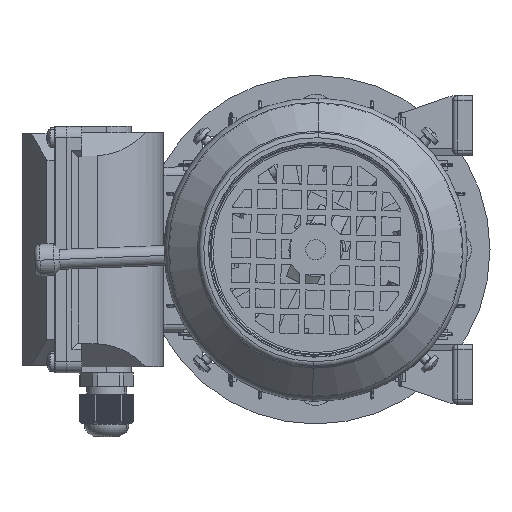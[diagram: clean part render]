
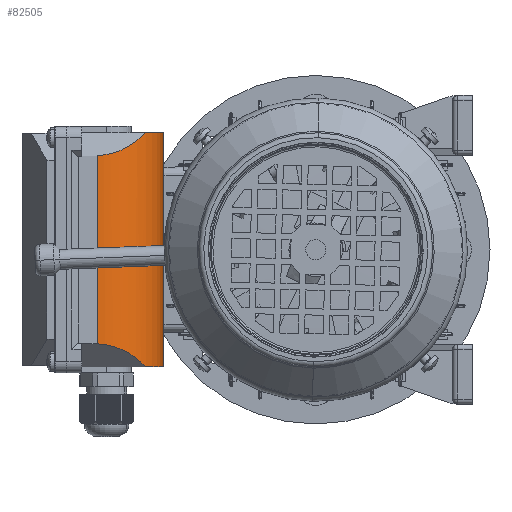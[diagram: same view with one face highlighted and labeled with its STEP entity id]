
A CAD part, left-side view. The second image highlights one B-rep face of the part: STEP entity #82505.
In plain terms, the highlighted cylindrical face has radius 27.7 mm (diameter 55.4 mm), a partial arc.
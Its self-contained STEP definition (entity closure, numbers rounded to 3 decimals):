
#2041 = VERTEX_POINT ( 'NONE', #94246 ) ;
#2375 = CARTESIAN_POINT ( 'NONE',  ( -28.5, 47., -6. ) ) ;
#5581 = CARTESIAN_POINT ( 'NONE',  ( -47., 47., 14.616 ) ) ;
#9761 = DIRECTION ( 'NONE',  ( 0., 1., 0. ) ) ;
#18795 = AXIS2_PLACEMENT_3D ( 'NONE', #2375, #117042, #103983 ) ;
#22846 = CARTESIAN_POINT ( 'NONE',  ( -28.5, -49.5, 21.7 ) ) ;
#27635 = EDGE_LOOP ( 'NONE', ( #74811, #117240, #90284, #91987, #97278, #104909 ) ) ;
#31780 = VECTOR ( 'NONE', #68054, 1000. ) ;
#35194 = VERTEX_POINT ( 'NONE', #51410 ) ;
#36002 = LINE ( 'NONE', #22846, #38361 ) ;
#38361 = VECTOR ( 'NONE', #9761, 1000. ) ;
#38758 = EDGE_CURVE ( 'NONE', #111230, #104382, #107151, .T. ) ;
#50570 = DIRECTION ( 'NONE',  ( 0., 0., 1. ) ) ;
#51410 = CARTESIAN_POINT ( 'NONE',  ( -56.175, 37.825, -4.828 ) ) ;
#60168 = EDGE_CURVE ( 'NONE', #2041, #35194, #94112, .T. ) ;
#62852 = EDGE_CURVE ( 'NONE', #2041, #108914, #75995, .T. ) ;
#63662 = DIRECTION ( 'NONE',  ( 0., 1., 0. ) ) ;
#65676 = AXIS2_PLACEMENT_3D ( 'NONE', #93966, #80944, #67917 ) ;
#65968 = VERTEX_POINT ( 'NONE', #105469 ) ;
#67917 = DIRECTION ( 'NONE',  ( 0., 0., -1. ) ) ;
#68054 = DIRECTION ( 'NONE',  ( 0., 1., 0. ) ) ;
#70088 = CARTESIAN_POINT ( 'NONE',  ( -47., -47., 14.616 ) ) ;
#74811 = ORIENTED_EDGE ( 'NONE', *, *, #94766, .T. ) ;
#75995 =( BOUNDED_CURVE ( )  B_SPLINE_CURVE ( 3, ( #109184, #96127, #83091, #70088 ),
 .UNSPECIFIED., .F., .F. ) 
 B_SPLINE_CURVE_WITH_KNOTS ( ( 4, 4 ),
 ( 0.042, 0.839 ),
 .UNSPECIFIED. ) 
 CURVE ( )  GEOMETRIC_REPRESENTATION_ITEM ( )  RATIONAL_B_SPLINE_CURVE ( ( 1., 0.948, 0.948, 1. ) ) 
 REPRESENTATION_ITEM ( '' )  );
#76723 = CARTESIAN_POINT ( 'NONE',  ( -28.5, -49.5, -6. ) ) ;
#80944 = DIRECTION ( 'NONE',  ( 0., 1., 0. ) ) ;
#81078 = CARTESIAN_POINT ( 'NONE',  ( -56.175, -49.5, -4.828 ) ) ;
#82505 = ADVANCED_FACE ( 'NONE', ( #120213 ), #123504, .T. ) ;
#83091 = CARTESIAN_POINT ( 'NONE',  ( -52.628, -41.372, 9.566 ) ) ;
#90284 = ORIENTED_EDGE ( 'NONE', *, *, #38758, .T. ) ;
#90630 = CARTESIAN_POINT ( 'NONE',  ( -47., 47., 14.616 ) ) ;
#91987 = ORIENTED_EDGE ( 'NONE', *, *, #123655, .T. ) ;
#93966 = CARTESIAN_POINT ( 'NONE',  ( -28.5, -47., -6. ) ) ;
#94104 = CARTESIAN_POINT ( 'NONE',  ( -56.175, 37.825, -4.828 ) ) ;
#94112 = LINE ( 'NONE', #81078, #31780 ) ;
#94246 = CARTESIAN_POINT ( 'NONE',  ( -56.175, -37.825, -4.828 ) ) ;
#94766 = EDGE_CURVE ( 'NONE', #108914, #65968, #127032, .T. ) ;
#96127 = CARTESIAN_POINT ( 'NONE',  ( -55.855, -38.145, 2.727 ) ) ;
#97278 = ORIENTED_EDGE ( 'NONE', *, *, #60168, .F. ) ;
#103983 = DIRECTION ( 'NONE',  ( 0., 0., 1. ) ) ;
#104382 = VERTEX_POINT ( 'NONE', #90630 ) ;
#104909 = ORIENTED_EDGE ( 'NONE', *, *, #62852, .T. ) ;
#105469 = CARTESIAN_POINT ( 'NONE',  ( -28.5, -47., 21.7 ) ) ;
#107139 = CARTESIAN_POINT ( 'NONE',  ( -55.855, 38.145, 2.727 ) ) ;
#107151 = CIRCLE ( 'NONE', #18795, 27.7 ) ;
#107504 = CARTESIAN_POINT ( 'NONE',  ( -28.5, 47., 21.7 ) ) ;
#108914 = VERTEX_POINT ( 'NONE', #117386 ) ;
#109184 = CARTESIAN_POINT ( 'NONE',  ( -56.175, -37.825, -4.828 ) ) ;
#110041 =( BOUNDED_CURVE ( )  B_SPLINE_CURVE ( 3, ( #5581, #120245, #107139, #94104 ),
 .UNSPECIFIED., .F., .F. ) 
 B_SPLINE_CURVE_WITH_KNOTS ( ( 4, 4 ),
 ( 2.302, 3.099 ),
 .UNSPECIFIED. ) 
 CURVE ( )  GEOMETRIC_REPRESENTATION_ITEM ( )  RATIONAL_B_SPLINE_CURVE ( ( 1., 0.948, 0.948, 1. ) ) 
 REPRESENTATION_ITEM ( '' )  );
#110302 = AXIS2_PLACEMENT_3D ( 'NONE', #76723, #63662, #50570 ) ;
#111230 = VERTEX_POINT ( 'NONE', #107504 ) ;
#111249 = EDGE_CURVE ( 'NONE', #65968, #111230, #36002, .T. ) ;
#117042 = DIRECTION ( 'NONE',  ( 0., -1., 0. ) ) ;
#117240 = ORIENTED_EDGE ( 'NONE', *, *, #111249, .T. ) ;
#117386 = CARTESIAN_POINT ( 'NONE',  ( -47., -47., 14.616 ) ) ;
#120213 = FACE_OUTER_BOUND ( 'NONE', #27635, .T. ) ;
#120245 = CARTESIAN_POINT ( 'NONE',  ( -52.628, 41.372, 9.566 ) ) ;
#123504 = CYLINDRICAL_SURFACE ( 'NONE', #110302, 27.7 ) ;
#123655 = EDGE_CURVE ( 'NONE', #104382, #35194, #110041, .T. ) ;
#127032 = CIRCLE ( 'NONE', #65676, 27.7 ) ;
